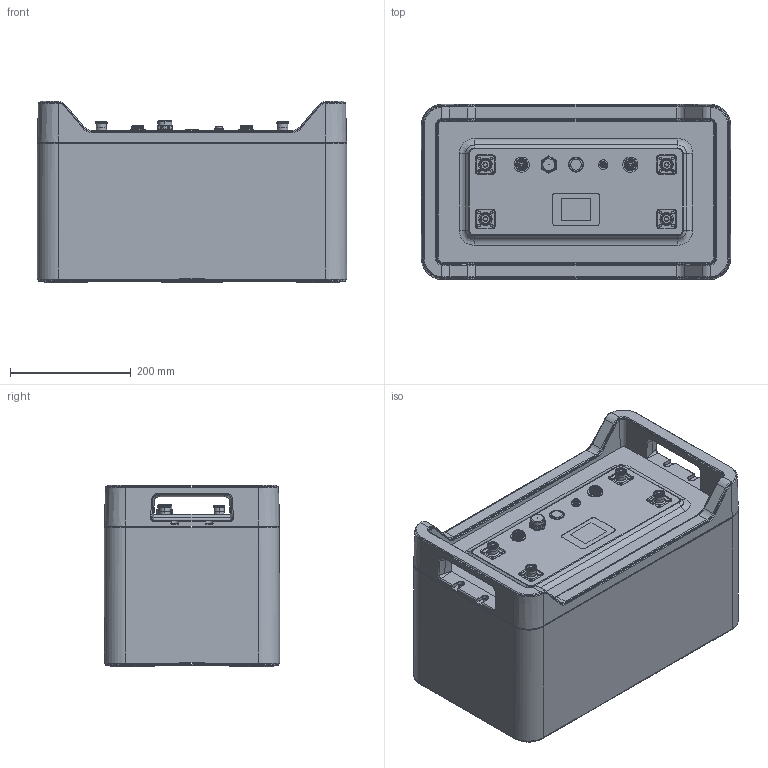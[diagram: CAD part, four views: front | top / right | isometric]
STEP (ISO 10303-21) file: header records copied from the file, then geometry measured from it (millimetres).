
FILE_DESCRIPTION (( 'STEP AP203' ), '1' );
FILE_NAME ('E60P6（外尺寸）.STEP', '2022-11-18T07:03:51', ( '' ), ( '' ), 'SwSTEP 2.0', 'SolidWorks 2016', '' );
FILE_SCHEMA (( 'CONFIG_CONTROL_DESIGN' ));
Products named in the file (1): E60P6ㄗ俋喜渡ㄘ
Bounding box: 512 x 290 x 300.3 mm (x, y, z)
Surface area: 993053.2 mm2 (no closed solid volume)
Topology: 0 solids, 143 shells, 1300 faces, 4364 edges, 3162 vertices
Faces by surface type: cylinder 503, plane 266, bspline 265, torus 130, cone 128, sphere 8
Entity records: 62659 total; most frequent: CARTESIAN_POINT 26857, DIRECTION 7422, ORIENTED_EDGE 6697, EDGE_CURVE 4361, VERTEX_POINT 3162, AXIS2_PLACEMENT_3D 2834, CIRCLE 1798, LINE 1754
